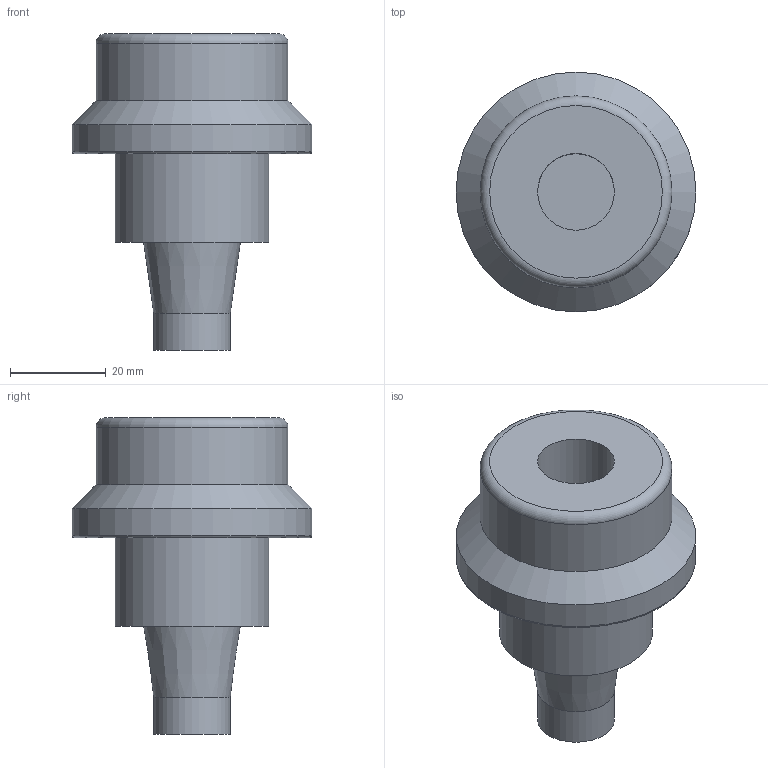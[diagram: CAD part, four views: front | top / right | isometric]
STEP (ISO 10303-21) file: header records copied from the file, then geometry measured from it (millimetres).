
FILE_DESCRIPTION(/* description */ (''),/* implementation_level */ '2;1');
FILE_NAME(/* name */ 'W9990788_stp.stp',/* time_stamp */ '2017-05-29T14:07:19+02:00',/* author */ (''),/* organization */ (''),/* preprocessor_version */ 'ST-DEVELOPER v15',/* originating_system */ 'SIEMENS PLM Software NX 9.0',/* authorisation */ '');
FILE_SCHEMA (('AUTOMOTIVE_DESIGN { 1 0 10303 214 3 1 1 1 }'));
Length unit declared in the file: millimetre
Products named in the file (1): reic1C24C78Ap7mj
Bounding box: 50 x 50 x 66 mm (x, y, z)
Volume: 49238.1 mm3; surface area: 11816.3 mm2
Topology: 1 solids, 1 shells, 14 faces, 25 edges, 16 vertices
Faces by surface type: plane 5, cylinder 5, torus 2, cone 2
Full cylindrical faces by diameter (mm): 16 x2, 32 x1, 40 x1, 50 x1
Entity records: 387 total; most frequent: DIRECTION 69, CARTESIAN_POINT 58, ORIENTED_EDGE 46, AXIS2_PLACEMENT_3D 31, EDGE_LOOP 23, EDGE_CURVE 23, VERTEX_POINT 20, FACE_BOUND 18
